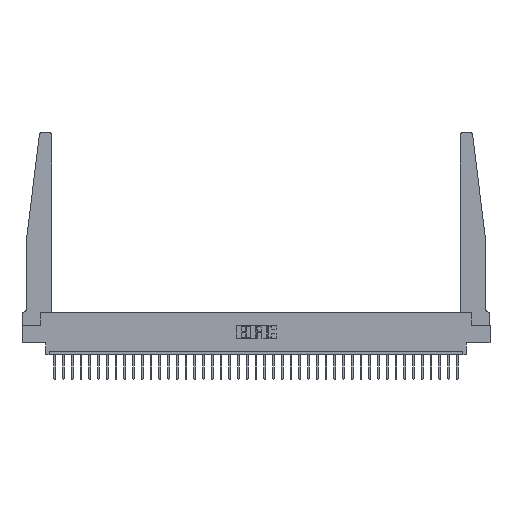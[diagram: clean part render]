
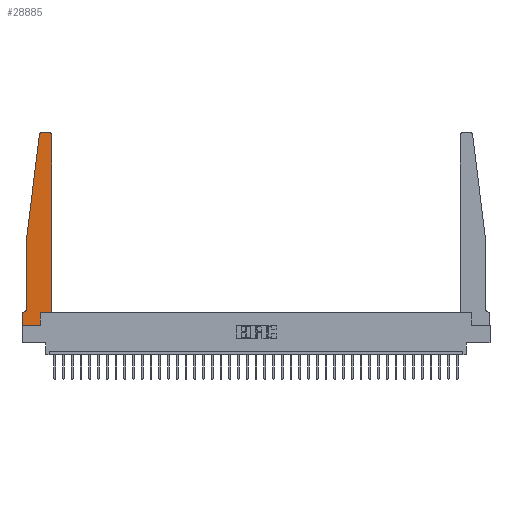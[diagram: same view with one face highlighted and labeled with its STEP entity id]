
A CAD part, top view. The second image highlights one B-rep face of the part: STEP entity #28885.
In plain terms, the highlighted planar face has unit normal (0, 0, 1).
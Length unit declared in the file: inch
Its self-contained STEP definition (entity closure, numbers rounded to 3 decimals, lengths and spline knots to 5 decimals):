
#7 = ORIENTED_EDGE ( 'NONE', *, *, #6210, .T. ) ;
#324 = DIRECTION ( 'NONE',  ( -1., 0., 0. ) ) ;
#567 = ORIENTED_EDGE ( 'NONE', *, *, #13316, .T. ) ;
#909 = EDGE_CURVE ( 'NONE', #27270, #7031, #18361, .T. ) ;
#1085 = EDGE_CURVE ( 'NONE', #16786, #32251, #30591, .T. ) ;
#1275 = VERTEX_POINT ( 'NONE', #5786 ) ;
#1422 = ORIENTED_EDGE ( 'NONE', *, *, #4723, .T. ) ;
#1669 = VECTOR ( 'NONE', #17202, 39.37008 ) ;
#1833 = CARTESIAN_POINT ( 'NONE',  ( 0.015, 0.1875, 0.37 ) ) ;
#2096 = CARTESIAN_POINT ( 'NONE',  ( 0.25, 2.75, 0.37 ) ) ;
#2853 = DIRECTION ( 'NONE',  ( -1., 0., 0. ) ) ;
#2969 = LINE ( 'NONE', #24081, #28894 ) ;
#3971 = DIRECTION ( 'NONE',  ( 1., 0., 0. ) ) ;
#4064 = DIRECTION ( 'NONE',  ( -0.122, -0.992, 0. ) ) ;
#4504 = CARTESIAN_POINT ( 'NONE',  ( 0.27653, 2.72, 0.37 ) ) ;
#4723 = EDGE_CURVE ( 'NONE', #28367, #14085, #2969, .T. ) ;
#5396 = CARTESIAN_POINT ( 'NONE',  ( 0.065, 1.25, 0.37 ) ) ;
#5496 = CARTESIAN_POINT ( 'NONE',  ( 0.2605, 0.18, 0.37 ) ) ;
#5786 = CARTESIAN_POINT ( 'NONE',  ( 0.425, 0.18, 0.37 ) ) ;
#6210 = EDGE_CURVE ( 'NONE', #7031, #29765, #17783, .T. ) ;
#6394 = EDGE_CURVE ( 'NONE', #14604, #1275, #6882, .T. ) ;
#6857 = VERTEX_POINT ( 'NONE', #5396 ) ;
#6871 = LINE ( 'NONE', #11686, #15319 ) ;
#6882 = LINE ( 'NONE', #8812, #20578 ) ;
#6923 = PLANE ( 'NONE',  #33174 ) ;
#7031 = VERTEX_POINT ( 'NONE', #32490 ) ;
#7093 = LINE ( 'NONE', #18700, #22866 ) ;
#7521 = LINE ( 'NONE', #21587, #20033 ) ;
#8083 = CIRCLE ( 'NONE', #32806, 0.03 ) ;
#8665 = CARTESIAN_POINT ( 'NONE',  ( 0., 0., 0.37 ) ) ;
#8812 = CARTESIAN_POINT ( 'NONE',  ( 0.425, 0.18, 0.37 ) ) ;
#9378 = CARTESIAN_POINT ( 'NONE',  ( 0.065, 1.25, 0.37 ) ) ;
#9579 = VECTOR ( 'NONE', #4064, 39.37008 ) ;
#10816 = LINE ( 'NONE', #15391, #30640 ) ;
#11321 = AXIS2_PLACEMENT_3D ( 'NONE', #28310, #20775, #2853 ) ;
#11686 = CARTESIAN_POINT ( 'NONE',  ( 0.065, 1.25, 0.37 ) ) ;
#12001 = LINE ( 'NONE', #9378, #9579 ) ;
#12653 = EDGE_CURVE ( 'NONE', #29765, #6857, #12001, .T. ) ;
#12683 = DIRECTION ( 'NONE',  ( -1., 0., 0. ) ) ;
#13316 = EDGE_CURVE ( 'NONE', #19541, #28367, #7093, .T. ) ;
#13470 = ORIENTED_EDGE ( 'NONE', *, *, #12653, .T. ) ;
#14085 = VERTEX_POINT ( 'NONE', #24230 ) ;
#14114 = VERTEX_POINT ( 'NONE', #26713 ) ;
#14380 = AXIS2_PLACEMENT_3D ( 'NONE', #4504, #20141, #19333 ) ;
#14604 = VERTEX_POINT ( 'NONE', #5496 ) ;
#15319 = VECTOR ( 'NONE', #22166, 39.37008 ) ;
#15391 = CARTESIAN_POINT ( 'NONE',  ( 0.065, 0.1875, 0.37 ) ) ;
#15899 = CARTESIAN_POINT ( 'NONE',  ( 0., 0.1875, 0.37 ) ) ;
#16132 = EDGE_CURVE ( 'NONE', #6857, #16786, #6871, .T. ) ;
#16389 = VECTOR ( 'NONE', #12683, 39.37008 ) ;
#16786 = VERTEX_POINT ( 'NONE', #21534 ) ;
#16844 = ORIENTED_EDGE ( 'NONE', *, *, #30340, .T. ) ;
#16990 = LINE ( 'NONE', #17533, #1669 ) ;
#17202 = DIRECTION ( 'NONE',  ( 0., 1., 0. ) ) ;
#17499 = ORIENTED_EDGE ( 'NONE', *, *, #1085, .T. ) ;
#17533 = CARTESIAN_POINT ( 'NONE',  ( 0.2605, 0.18, 0.37 ) ) ;
#17783 = CIRCLE ( 'NONE', #14380, 0.03 ) ;
#17816 = EDGE_CURVE ( 'NONE', #1275, #14114, #7521, .T. ) ;
#18361 = LINE ( 'NONE', #2096, #16389 ) ;
#18700 = CARTESIAN_POINT ( 'NONE',  ( 0., 0., 0.37 ) ) ;
#18909 = CARTESIAN_POINT ( 'NONE',  ( 0.395, 2.72, 0.37 ) ) ;
#19333 = DIRECTION ( 'NONE',  ( 1., 0., 0. ) ) ;
#19541 = VERTEX_POINT ( 'NONE', #15899 ) ;
#20033 = VECTOR ( 'NONE', #26941, 39.37008 ) ;
#20141 = DIRECTION ( 'NONE',  ( 0., 0., 1. ) ) ;
#20578 = VECTOR ( 'NONE', #3971, 39.37008 ) ;
#20775 = DIRECTION ( 'NONE',  ( 0., 0., -1. ) ) ;
#21302 = DIRECTION ( 'NONE',  ( 0., -1., 0. ) ) ;
#21534 = CARTESIAN_POINT ( 'NONE',  ( 0.065, 0.2375, 0.37 ) ) ;
#21587 = CARTESIAN_POINT ( 'NONE',  ( 0.425, 0.18, 0.37 ) ) ;
#22166 = DIRECTION ( 'NONE',  ( 0., -1., 0. ) ) ;
#22215 = FACE_OUTER_BOUND ( 'NONE', #31535, .T. ) ;
#22739 = CARTESIAN_POINT ( 'NONE',  ( 0., 0.1875, 0.37 ) ) ;
#22866 = VECTOR ( 'NONE', #21302, 39.37008 ) ;
#24081 = CARTESIAN_POINT ( 'NONE',  ( 0., 0., 0.37 ) ) ;
#24230 = CARTESIAN_POINT ( 'NONE',  ( 0.2605, 0., 0.37 ) ) ;
#24245 = EDGE_CURVE ( 'NONE', #32251, #19541, #10816, .T. ) ;
#25135 = DIRECTION ( 'NONE',  ( 1., 0., 0. ) ) ;
#25405 = ORIENTED_EDGE ( 'NONE', *, *, #17816, .T. ) ;
#25493 = CARTESIAN_POINT ( 'NONE',  ( 0.395, 2.75, 0.37 ) ) ;
#26150 = ORIENTED_EDGE ( 'NONE', *, *, #24245, .T. ) ;
#26713 = CARTESIAN_POINT ( 'NONE',  ( 0.425, 2.72, 0.37 ) ) ;
#26782 = DIRECTION ( 'NONE',  ( 0., 0., 1. ) ) ;
#26941 = DIRECTION ( 'NONE',  ( 0., 1., 0. ) ) ;
#27270 = VERTEX_POINT ( 'NONE', #25493 ) ;
#28310 = CARTESIAN_POINT ( 'NONE',  ( 0.015, 0.2375, 0.37 ) ) ;
#28367 = VERTEX_POINT ( 'NONE', #8665 ) ;
#28635 = CARTESIAN_POINT ( 'NONE',  ( 0.24675, 2.72367, 0.37 ) ) ;
#28885 = ADVANCED_FACE ( 'NONE', ( #22215 ), #6923, .T. ) ;
#28894 = VECTOR ( 'NONE', #31772, 39.37008 ) ;
#29205 = ORIENTED_EDGE ( 'NONE', *, *, #6394, .T. ) ;
#29765 = VERTEX_POINT ( 'NONE', #28635 ) ;
#30340 = EDGE_CURVE ( 'NONE', #14085, #14604, #16990, .T. ) ;
#30358 = DIRECTION ( 'NONE',  ( 0., 0., 1. ) ) ;
#30591 = CIRCLE ( 'NONE', #11321, 0.05 ) ;
#30640 = VECTOR ( 'NONE', #324, 39.37008 ) ;
#30685 = EDGE_CURVE ( 'NONE', #14114, #27270, #8083, .T. ) ;
#31535 = EDGE_LOOP ( 'NONE', ( #31550, #7, #13470, #31889, #17499, #26150, #567, #1422, #16844, #29205, #25405, #33045 ) ) ;
#31550 = ORIENTED_EDGE ( 'NONE', *, *, #909, .T. ) ;
#31762 = DIRECTION ( 'NONE',  ( 1., 0., 0. ) ) ;
#31772 = DIRECTION ( 'NONE',  ( 1., 0., 0. ) ) ;
#31889 = ORIENTED_EDGE ( 'NONE', *, *, #16132, .T. ) ;
#32251 = VERTEX_POINT ( 'NONE', #1833 ) ;
#32490 = CARTESIAN_POINT ( 'NONE',  ( 0.27653, 2.75, 0.37 ) ) ;
#32806 = AXIS2_PLACEMENT_3D ( 'NONE', #18909, #26782, #31762 ) ;
#33045 = ORIENTED_EDGE ( 'NONE', *, *, #30685, .T. ) ;
#33174 = AXIS2_PLACEMENT_3D ( 'NONE', #22739, #30358, #25135 ) ;
